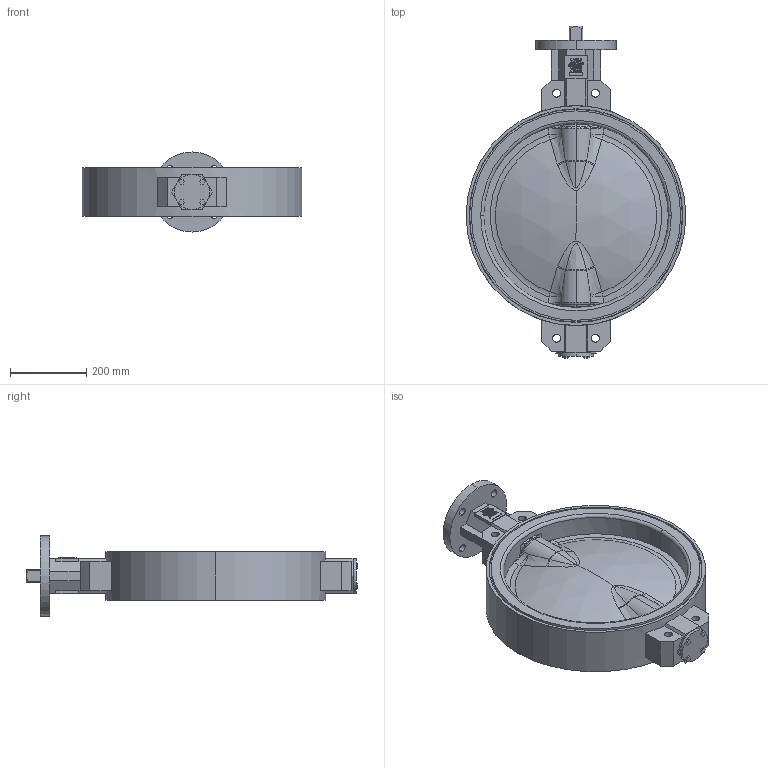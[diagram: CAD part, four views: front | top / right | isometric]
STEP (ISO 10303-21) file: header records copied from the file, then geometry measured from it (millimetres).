
FILE_DESCRIPTION (( 'STEP AP203' ), '1' );
FILE_NAME ('EVS-i DN500 PN16 F16-L36.STEP', '2024-04-22T12:49:40', ( '' ), ( '' ), 'SwSTEP 2.0', 'SolidWorks 2015', '' );
FILE_SCHEMA (( 'CONFIG_CONTROL_DESIGN' ));
Length unit declared in the file: millimetre
Products named in the file (1): EVS-i DN500 PN16 F16-L36
Bounding box: 576 x 870 x 210 mm (x, y, z)
Volume: 22035871.1 mm3; surface area: 1188212.3 mm2
Topology: 1 solids, 1 shells, 543 faces, 1381 edges, 883 vertices
Faces by surface type: plane 275, bspline 124, cylinder 69, torus 40, cone 23, sphere 12
Entity records: 23803 total; most frequent: CARTESIAN_POINT 11411, ORIENTED_EDGE 2762, DIRECTION 2194, EDGE_CURVE 1381, VERTEX_POINT 883, VECTOR 774, LINE 774, AXIS2_PLACEMENT_3D 710
